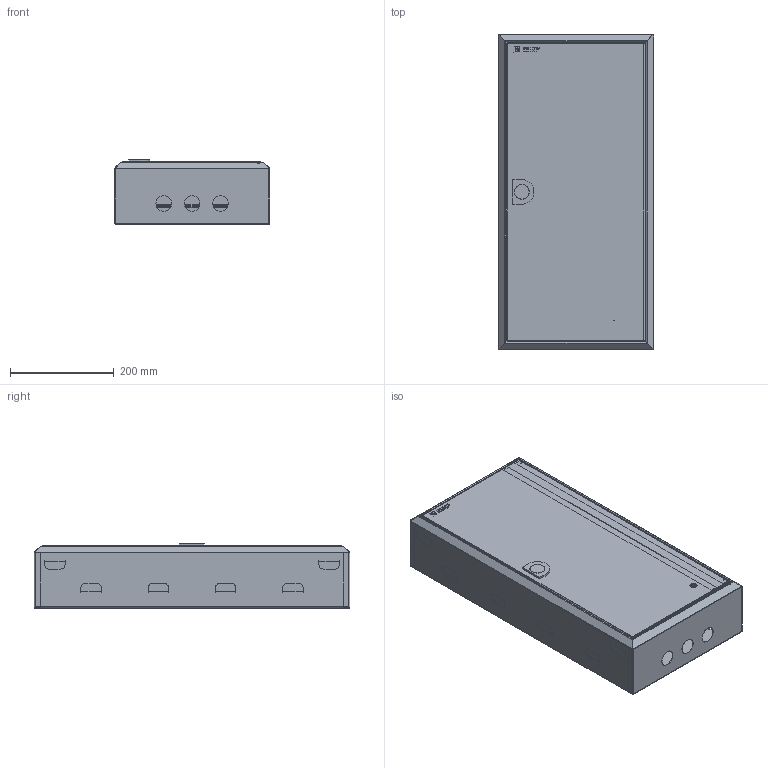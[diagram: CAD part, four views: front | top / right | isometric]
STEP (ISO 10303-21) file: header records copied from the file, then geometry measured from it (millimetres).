
FILE_DESCRIPTION (( 'STEP AP214' ), '1' );
FILE_NAME ('ÙÐÍ-48 ïëàñò.çàìîê (610õ300õ120) IP31 EKF ÌÈ-672.STEP', '2017-08-30T13:34:28', ( 'Admin' ), ( '' ), 'SwSTEP 2.0', 'SolidWorks 2017', '' );
FILE_SCHEMA (( 'AUTOMOTIVE_DESIGN' ));
Length unit declared in the file: millimetre
Products named in the file (23): Øïèëüêà Ì6õ12; pan head cross recess screw_din_ISO 7045 - M4 x 16 - Z --- 16N; Êðîíøòåéí 40õ40; cross ph tapping 968_din_Screw DIN 968-ST4.2x13-C-H-N; ÌÈ-672.01.01.001 Ñòåíêà ïðàâàÿ; ÌÈ-672.03.00.000 Ôàëüøïàíåëü â ñáîðå; ÌÈ-672.03.00.001 Ôàëüøïàíåëü; ÙÐÍ-48 ïëàñò.çàìîê (610õ300õ120) IP31 EKF ÌÈ-672; DIN-ðåéêà; hex flange nut_din_Hexagon Flange Nut DIN 6923 - M6 - N; ÌÈ-672.02.00.000 Äâåðü â ñáîðå; 呧蜦 3D; ﾌﾈ-672.02.00.002 ﾐ裔; Çàìîê ïëàñòèêîâûé; 櫻蠉錪_2; 櫻蠉錪_1; 櫻蠉錪; Çàêëåïêà öèëèíäðè÷åñêàÿ Ì4 ÑÒ-Á ñ âíóòðåííåé ðåçüáîé_Œ8; ﾌﾈ-672.02.00.001 ﾄ粢; ÌÈ-672.01.00.000 Êîðïóñ â ñáîðå; ÌÈ-672.01.02.000 Ñòåíêà çàäíÿÿ â ñáîðå; ÌÈ-672.01.02.001 Ñòåíêà çàäíÿÿ; ÌÈ-672.01.01.000 Ñòåíêà ïðàâàÿ â ñáîðå
Assembly tree (52 placements, depth 4):
  ÙÐÍ-48 ïëàñò.çàìîê (610õ300õ120) IP31 EKF ÌÈ-672
    ÌÈ-672.01.00.000 Êîðïóñ â ñáîðå
      ÌÈ-672.01.01.000 Ñòåíêà ïðàâàÿ â ñáîðå
        ÌÈ-672.01.01.001 Ñòåíêà ïðàâàÿ
        Êðîíøòåéí 40õ40  x6
        Øïèëüêà Ì6õ12
      ÌÈ-672.01.02.000 Ñòåíêà çàäíÿÿ â ñáîðå
        ÌÈ-672.01.02.001 Ñòåíêà çàäíÿÿ
        Êðîíøòåéí 40õ40  x6
    ÌÈ-672.02.00.000 Äâåðü â ñáîðå
      ﾌﾈ-672.02.00.001 ﾄ粢
      Øïèëüêà Ì6õ12
      Çàêëåïêà öèëèíäðè÷åñêàÿ Ì4 ÑÒ-Á ñ âíóòðåííåé ðåçüáîé_Œ8  x2
      Çàìîê ïëàñòèêîâûé
        櫻蠉錪
        櫻蠉錪_1
        櫻蠉錪_2
      ﾌﾈ-672.02.00.002 ﾐ裔
      呧蜦 3D
    hex flange nut_din_Hexagon Flange Nut DIN 6923 - M6 - N  x2
    DIN-ðåéêà  x4
    ÌÈ-672.03.00.000 Ôàëüøïàíåëü â ñáîðå
      ÌÈ-672.03.00.001 Ôàëüøïàíåëü
      Øïèëüêà Ì6õ12
    cross ph tapping 968_din_Screw DIN 968-ST4.2x13-C-H-N  x12
    pan head cross recess screw_din_ISO 7045 - M4 x 16 - Z --- 16N  x2
Bounding box: 300 x 610 x 124.18 mm (x, y, z)
Volume: 623765.9 mm3; surface area: 1690628.6 mm2
Topology: 53 solids, 53 shells, 1784 faces, 4553 edges, 2902 vertices
Faces by surface type: plane 1009, cylinder 501, bspline 148, cone 78, sphere 28, torus 20
Entity records: 30718 total; most frequent: CARTESIAN_POINT 8671, ORIENTED_EDGE 4118, DIRECTION 3929, EDGE_CURVE 2059, LINE 1401, VECTOR 1401, VERTEX_POINT 1278, AXIS2_PLACEMENT_3D 1264
